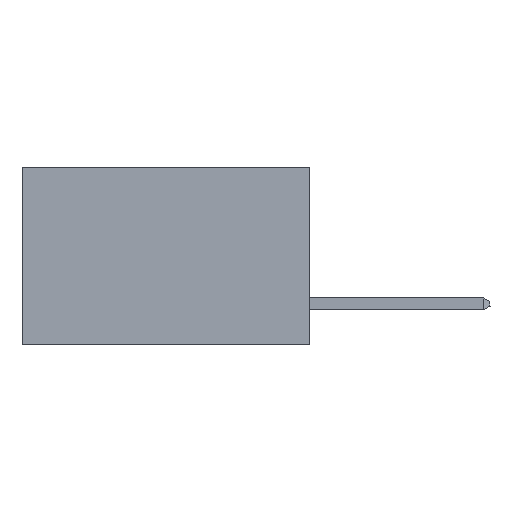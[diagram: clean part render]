
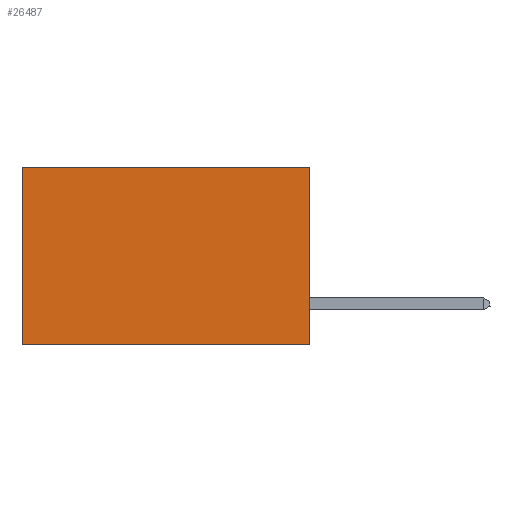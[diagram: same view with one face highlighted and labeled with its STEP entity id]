
A CAD part, left-side view. The second image highlights one B-rep face of the part: STEP entity #26487.
In plain terms, the highlighted planar face has unit normal (-1, 0, 0).
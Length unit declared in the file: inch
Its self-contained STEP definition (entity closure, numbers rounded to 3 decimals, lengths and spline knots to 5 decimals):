
#1844 = ORIENTED_EDGE ( 'NONE', *, *, #32156, .T. ) ;
#3589 = EDGE_CURVE ( 'NONE', #27114, #41577, #34961, .T. ) ;
#4961 = CARTESIAN_POINT ( 'NONE',  ( 0.2875, 0., 0. ) ) ;
#7056 = AXIS2_PLACEMENT_3D ( 'NONE', #31627, #28216, #24984 ) ;
#7493 = FACE_OUTER_BOUND ( 'NONE', #39829, .T. ) ;
#7803 = CARTESIAN_POINT ( 'NONE',  ( 0.2875, 0.6, -0.37 ) ) ;
#8849 = VECTOR ( 'NONE', #29762, 39.37008 ) ;
#9868 = LINE ( 'NONE', #12916, #8849 ) ;
#10081 = ORIENTED_EDGE ( 'NONE', *, *, #34506, .F. ) ;
#12916 = CARTESIAN_POINT ( 'NONE',  ( 0.2875, 0., 0. ) ) ;
#13569 = CARTESIAN_POINT ( 'NONE',  ( 0.2875, 0., 0. ) ) ;
#14601 = VERTEX_POINT ( 'NONE', #36916 ) ;
#14986 = LINE ( 'NONE', #30480, #17610 ) ;
#17610 = VECTOR ( 'NONE', #33974, 39.37008 ) ;
#19375 = CARTESIAN_POINT ( 'NONE',  ( 0.2875, 0., -0.37 ) ) ;
#22681 = ORIENTED_EDGE ( 'NONE', *, *, #33176, .T. ) ;
#24984 = DIRECTION ( 'NONE',  ( 0., 0., -1. ) ) ;
#26487 = ADVANCED_FACE ( 'NONE', ( #7493 ), #28666, .F. ) ;
#27114 = VERTEX_POINT ( 'NONE', #4961 ) ;
#28216 = DIRECTION ( 'NONE',  ( 1., 0., 0. ) ) ;
#28666 = PLANE ( 'NONE',  #7056 ) ;
#29762 = DIRECTION ( 'NONE',  ( 0., 1., 0. ) ) ;
#30259 = DIRECTION ( 'NONE',  ( 0., 0., -1. ) ) ;
#30480 = CARTESIAN_POINT ( 'NONE',  ( 0.2875, 0., -0.37 ) ) ;
#31159 = VERTEX_POINT ( 'NONE', #7803 ) ;
#31310 = LINE ( 'NONE', #36265, #39687 ) ;
#31627 = CARTESIAN_POINT ( 'NONE',  ( 0.2875, 0., 0. ) ) ;
#32156 = EDGE_CURVE ( 'NONE', #14601, #31159, #31310, .T. ) ;
#32765 = DIRECTION ( 'NONE',  ( 0., 0., -1. ) ) ;
#33176 = EDGE_CURVE ( 'NONE', #27114, #14601, #9868, .T. ) ;
#33974 = DIRECTION ( 'NONE',  ( 0., 1., 0. ) ) ;
#34506 = EDGE_CURVE ( 'NONE', #41577, #31159, #14986, .T. ) ;
#34961 = LINE ( 'NONE', #13569, #36529 ) ;
#36265 = CARTESIAN_POINT ( 'NONE',  ( 0.2875, 0.6, 0. ) ) ;
#36529 = VECTOR ( 'NONE', #30259, 39.37008 ) ;
#36916 = CARTESIAN_POINT ( 'NONE',  ( 0.2875, 0.6, 0. ) ) ;
#39687 = VECTOR ( 'NONE', #32765, 39.37008 ) ;
#39829 = EDGE_LOOP ( 'NONE', ( #1844, #10081, #42572, #22681 ) ) ;
#41577 = VERTEX_POINT ( 'NONE', #19375 ) ;
#42572 = ORIENTED_EDGE ( 'NONE', *, *, #3589, .F. ) ;
